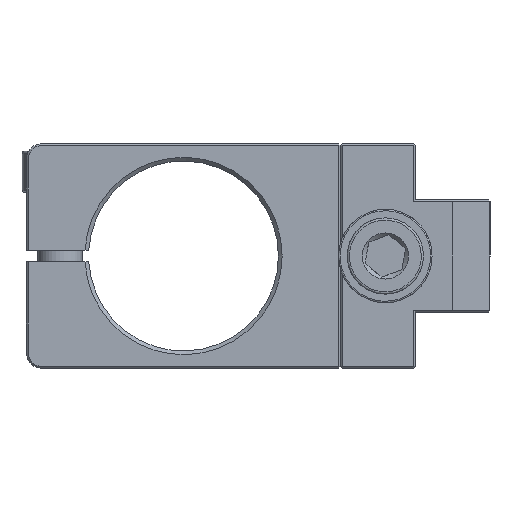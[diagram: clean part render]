
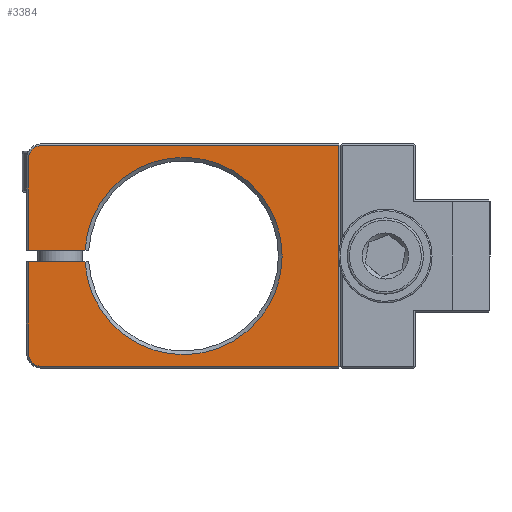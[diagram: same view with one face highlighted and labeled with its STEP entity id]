
A CAD part, front view. The second image highlights one B-rep face of the part: STEP entity #3384.
In plain terms, the highlighted planar face has unit normal (0, -1, 0).
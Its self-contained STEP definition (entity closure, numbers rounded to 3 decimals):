
#41 = ORIENTED_EDGE ( 'NONE', *, *, #7574, .F. ) ;
#305 = DIRECTION ( 'NONE',  ( 0., -1., 0. ) ) ;
#384 = LINE ( 'NONE', #1787, #9270 ) ;
#517 = VECTOR ( 'NONE', #8348, 1000. ) ;
#542 = CARTESIAN_POINT ( 'NONE',  ( 20.75, -7.5, 0. ) ) ;
#587 = EDGE_CURVE ( 'NONE', #2785, #1519, #8708, .T. ) ;
#645 = LINE ( 'NONE', #7360, #2421 ) ;
#663 = AXIS2_PLACEMENT_3D ( 'NONE', #8555, #7969, #4338 ) ;
#677 = EDGE_CURVE ( 'NONE', #7753, #5854, #7937, .T. ) ;
#691 = DIRECTION ( 'NONE',  ( 1., 0., 0. ) ) ;
#734 = VECTOR ( 'NONE', #1327, 1000. ) ;
#789 = ORIENTED_EDGE ( 'NONE', *, *, #6203, .F. ) ;
#1008 = ORIENTED_EDGE ( 'NONE', *, *, #587, .F. ) ;
#1038 = DIRECTION ( 'NONE',  ( 0., 1., 0. ) ) ;
#1087 = DIRECTION ( 'NONE',  ( 0., 0., 1. ) ) ;
#1126 = LINE ( 'NONE', #542, #3586 ) ;
#1138 = AXIS2_PLACEMENT_3D ( 'NONE', #7566, #3053, #8961 ) ;
#1327 = DIRECTION ( 'NONE',  ( -1., 0., 0. ) ) ;
#1415 = CARTESIAN_POINT ( 'NONE',  ( 0., -7.5, 0.75 ) ) ;
#1439 = CARTESIAN_POINT ( 'NONE',  ( -19., -7.5, -14.75 ) ) ;
#1519 = VERTEX_POINT ( 'NONE', #1875 ) ;
#1553 = ORIENTED_EDGE ( 'NONE', *, *, #4051, .F. ) ;
#1778 = CARTESIAN_POINT ( 'NONE',  ( -20.75, -7.5, 0. ) ) ;
#1787 = CARTESIAN_POINT ( 'NONE',  ( -20.75, -7.5, 0. ) ) ;
#1815 = CARTESIAN_POINT ( 'NONE',  ( 0., -7.5, 0. ) ) ;
#1839 = DIRECTION ( 'NONE',  ( 0., 0., 1. ) ) ;
#1875 = CARTESIAN_POINT ( 'NONE',  ( 20.75, -7.5, 14.75 ) ) ;
#1984 = DIRECTION ( 'NONE',  ( 0., 0., -1. ) ) ;
#2201 = ORIENTED_EDGE ( 'NONE', *, *, #8087, .F. ) ;
#2421 = VECTOR ( 'NONE', #5206, 1000. ) ;
#2785 = VERTEX_POINT ( 'NONE', #8016 ) ;
#3053 = DIRECTION ( 'NONE',  ( 0., 1., 0. ) ) ;
#3117 = CIRCLE ( 'NONE', #663, 1.75 ) ;
#3165 = ORIENTED_EDGE ( 'NONE', *, *, #7077, .F. ) ;
#3204 = ORIENTED_EDGE ( 'NONE', *, *, #8320, .F. ) ;
#3384 = ADVANCED_FACE ( 'NONE', ( #4700 ), #7660, .F. ) ;
#3586 = VECTOR ( 'NONE', #1984, 1000. ) ;
#3637 = ORIENTED_EDGE ( 'NONE', *, *, #4286, .F. ) ;
#3705 = CIRCLE ( 'NONE', #9069, 13.2 ) ;
#3958 = CARTESIAN_POINT ( 'NONE',  ( -20.75, -7.5, 13. ) ) ;
#4051 = EDGE_CURVE ( 'NONE', #6924, #2785, #8178, .T. ) ;
#4122 = VECTOR ( 'NONE', #691, 1000. ) ;
#4286 = EDGE_CURVE ( 'NONE', #1519, #6016, #1126, .T. ) ;
#4338 = DIRECTION ( 'NONE',  ( 0., 0., 1. ) ) ;
#4394 = CARTESIAN_POINT ( 'NONE',  ( 20.75, -7.5, -14.75 ) ) ;
#4562 = VERTEX_POINT ( 'NONE', #7391 ) ;
#4585 = DIRECTION ( 'NONE',  ( 0., 0., -1. ) ) ;
#4627 = EDGE_CURVE ( 'NONE', #5854, #6924, #384, .T. ) ;
#4700 = FACE_OUTER_BOUND ( 'NONE', #5720, .T. ) ;
#4708 = AXIS2_PLACEMENT_3D ( 'NONE', #1815, #1038, #1087 ) ;
#4709 = CARTESIAN_POINT ( 'NONE',  ( -20.75, -7.5, 0.75 ) ) ;
#4836 = ORIENTED_EDGE ( 'NONE', *, *, #677, .F. ) ;
#5206 = DIRECTION ( 'NONE',  ( 1., 0., 0. ) ) ;
#5720 = EDGE_LOOP ( 'NONE', ( #9449, #4836, #789, #3204, #41, #3165, #2201, #3637, #1008, #1553 ) ) ;
#5854 = VERTEX_POINT ( 'NONE', #4709 ) ;
#6016 = VERTEX_POINT ( 'NONE', #4394 ) ;
#6203 = EDGE_CURVE ( 'NONE', #8103, #7753, #3705, .T. ) ;
#6312 = VERTEX_POINT ( 'NONE', #7745 ) ;
#6359 = VECTOR ( 'NONE', #9388, 1000. ) ;
#6924 = VERTEX_POINT ( 'NONE', #3958 ) ;
#7077 = EDGE_CURVE ( 'NONE', #8491, #6312, #3117, .T. ) ;
#7360 = CARTESIAN_POINT ( 'NONE',  ( 0., -7.5, -0.75 ) ) ;
#7391 = CARTESIAN_POINT ( 'NONE',  ( -20.75, -7.5, -0.75 ) ) ;
#7566 = CARTESIAN_POINT ( 'NONE',  ( -19., -7.5, 13. ) ) ;
#7574 = EDGE_CURVE ( 'NONE', #6312, #4562, #9115, .T. ) ;
#7649 = CARTESIAN_POINT ( 'NONE',  ( 0., -7.5, 0. ) ) ;
#7660 = PLANE ( 'NONE',  #4708 ) ;
#7707 = CARTESIAN_POINT ( 'NONE',  ( -13.179, -7.5, -0.75 ) ) ;
#7745 = CARTESIAN_POINT ( 'NONE',  ( -20.75, -7.5, -13. ) ) ;
#7753 = VERTEX_POINT ( 'NONE', #8529 ) ;
#7891 = LINE ( 'NONE', #8428, #6359 ) ;
#7937 = LINE ( 'NONE', #1415, #734 ) ;
#7969 = DIRECTION ( 'NONE',  ( 0., 1., 0. ) ) ;
#8016 = CARTESIAN_POINT ( 'NONE',  ( -19., -7.5, 14.75 ) ) ;
#8087 = EDGE_CURVE ( 'NONE', #6016, #8491, #7891, .T. ) ;
#8103 = VERTEX_POINT ( 'NONE', #7707 ) ;
#8178 = CIRCLE ( 'NONE', #1138, 1.75 ) ;
#8320 = EDGE_CURVE ( 'NONE', #4562, #8103, #645, .T. ) ;
#8348 = DIRECTION ( 'NONE',  ( 0., 0., 1. ) ) ;
#8428 = CARTESIAN_POINT ( 'NONE',  ( 0., -7.5, -14.75 ) ) ;
#8491 = VERTEX_POINT ( 'NONE', #1439 ) ;
#8529 = CARTESIAN_POINT ( 'NONE',  ( -13.179, -7.5, 0.75 ) ) ;
#8555 = CARTESIAN_POINT ( 'NONE',  ( -19., -7.5, -13. ) ) ;
#8708 = LINE ( 'NONE', #9386, #4122 ) ;
#8961 = DIRECTION ( 'NONE',  ( 0., 0., 1. ) ) ;
#9069 = AXIS2_PLACEMENT_3D ( 'NONE', #7649, #305, #4585 ) ;
#9115 = LINE ( 'NONE', #1778, #517 ) ;
#9270 = VECTOR ( 'NONE', #1839, 1000. ) ;
#9386 = CARTESIAN_POINT ( 'NONE',  ( 0., -7.5, 14.75 ) ) ;
#9388 = DIRECTION ( 'NONE',  ( -1., 0., 0. ) ) ;
#9449 = ORIENTED_EDGE ( 'NONE', *, *, #4627, .F. ) ;
